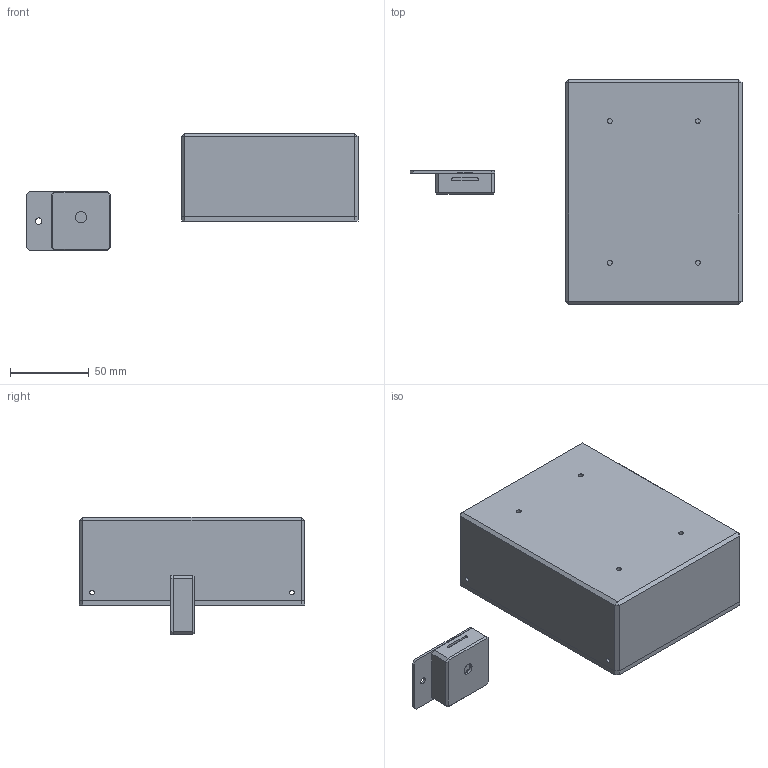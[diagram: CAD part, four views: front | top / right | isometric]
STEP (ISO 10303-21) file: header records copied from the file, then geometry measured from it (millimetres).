
FILE_DESCRIPTION(('FreeCAD Model'),'2;1');
FILE_NAME('Open CASCADE Shape Model','2025-05-13T13:30:42',('Author'),( ''),'Open CASCADE STEP processor 7.6','FreeCAD','Unknown');
FILE_SCHEMA(('AUTOMOTIVE_DESIGN { 1 0 10303 214 1 1 1 1 }'));
Length unit declared in the file: millimetre
Products named in the file (6): stereo_m3_cam_housing_rpi5_v2; camera_housing_lid; camera_housing_base; rpi_housing_base; rivet_d2.62; rpi_housing_lid
Assembly tree (5 placements, depth 2):
  stereo_m3_cam_housing_rpi5_v2
    camera_housing_lid
    camera_housing_base
    rpi_housing_base
    rivet_d2.62
    rpi_housing_lid
Bounding box: 211.05 x 143.1 x 75 mm (x, y, z)
Volume: 188755.1 mm3; surface area: 139449.8 mm2
Topology: 5 solids, 5 shells, 324 faces, 779 edges, 479 vertices
Faces by surface type: plane 265, cylinder 39, cone 18, torus 2
Full cylindrical faces by diameter (mm): 2.1 x4, 2.62 x1, 2.65 x4, 3 x8, 3.1 x4, 4.1 x1, 5 x5, 7.15 x1
Entity records: 19524 total; most frequent: CARTESIAN_POINT 3310, DIRECTION 3017, LINE 2093, VECTOR 2093, ORIENTED_EDGE 1558, PCURVE 1558, DEFINITIONAL_REPRESENTATION 1558, EDGE_CURVE 779
